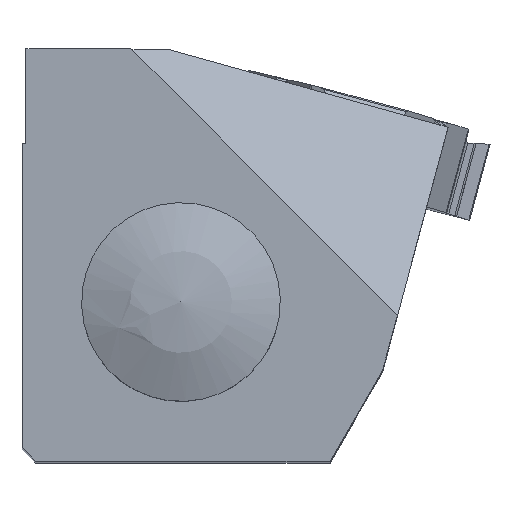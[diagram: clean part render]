
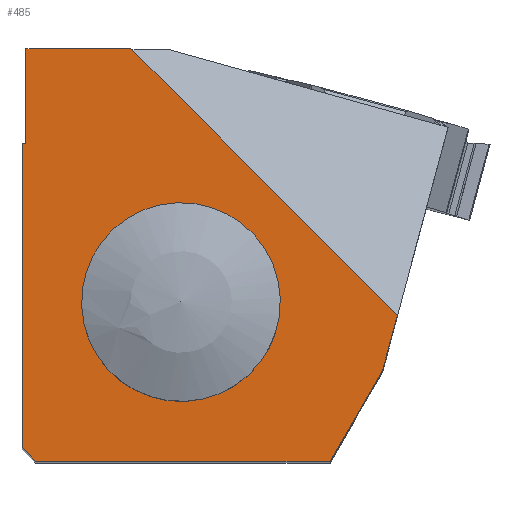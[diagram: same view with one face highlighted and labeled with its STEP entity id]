
A CAD part, top view. The second image highlights one B-rep face of the part: STEP entity #485.
In plain terms, the highlighted planar face has unit normal (0, 0, 1).
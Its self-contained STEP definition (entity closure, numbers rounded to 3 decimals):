
#408=CIRCLE('',#3312,3.);
#485=ADVANCED_FACE('',(#801,#802),#654,.T.);
#654=PLANE('',#3313);
#801=FACE_BOUND('',#841,.T.);
#802=FACE_BOUND('',#842,.T.);
#841=EDGE_LOOP('',(#1068,#1069,#1070,#1071,#1072,#1073,#1074,#1075,#1076));
#842=EDGE_LOOP('',(#1077));
#1068=ORIENTED_EDGE('',*,*,#2235,.F.);
#1069=ORIENTED_EDGE('',*,*,#2256,.T.);
#1070=ORIENTED_EDGE('',*,*,#2250,.T.);
#1071=ORIENTED_EDGE('',*,*,#2257,.F.);
#1072=ORIENTED_EDGE('',*,*,#2258,.T.);
#1073=ORIENTED_EDGE('',*,*,#2259,.F.);
#1074=ORIENTED_EDGE('',*,*,#2253,.T.);
#1075=ORIENTED_EDGE('',*,*,#2260,.F.);
#1076=ORIENTED_EDGE('',*,*,#2261,.F.);
#1077=ORIENTED_EDGE('',*,*,#2262,.F.);
#1934=VERTEX_POINT('',#4550);
#1935=VERTEX_POINT('',#4552);
#1944=VERTEX_POINT('',#4580);
#1945=VERTEX_POINT('',#4582);
#1947=VERTEX_POINT('',#4588);
#1948=VERTEX_POINT('',#4589);
#1949=VERTEX_POINT('',#4595);
#1950=VERTEX_POINT('',#4597);
#1951=VERTEX_POINT('',#4600);
#1952=VERTEX_POINT('',#4603);
#2235=EDGE_CURVE('',#1934,#1935,#2683,.T.);
#2250=EDGE_CURVE('',#1945,#1944,#2696,.T.);
#2253=EDGE_CURVE('',#1947,#1948,#2699,.T.);
#2256=EDGE_CURVE('',#1934,#1945,#2702,.T.);
#2257=EDGE_CURVE('',#1949,#1944,#2703,.T.);
#2258=EDGE_CURVE('',#1949,#1950,#2704,.T.);
#2259=EDGE_CURVE('',#1947,#1950,#2705,.T.);
#2260=EDGE_CURVE('',#1951,#1948,#2706,.T.);
#2261=EDGE_CURVE('',#1935,#1951,#2707,.T.);
#2262=EDGE_CURVE('',#1952,#1952,#408,.T.);
#2683=LINE('',#4551,#2953);
#2696=LINE('',#4581,#2966);
#2699=LINE('',#4587,#2969);
#2702=LINE('',#4593,#2972);
#2703=LINE('',#4594,#2973);
#2704=LINE('',#4596,#2974);
#2705=LINE('',#4598,#2975);
#2706=LINE('',#4599,#2976);
#2707=LINE('',#4601,#2977);
#2953=VECTOR('',#3616,1.);
#2966=VECTOR('',#3643,1.);
#2969=VECTOR('',#3648,1.);
#2972=VECTOR('',#3653,1.);
#2973=VECTOR('',#3654,1.);
#2974=VECTOR('',#3655,1.);
#2975=VECTOR('',#3656,1.);
#2976=VECTOR('',#3657,1.);
#2977=VECTOR('',#3658,1.);
#3312=AXIS2_PLACEMENT_3D('',#4602,#3659,#3660);
#3313=AXIS2_PLACEMENT_3D('',#4604,#3661,#3662);
#3616=DIRECTION('',(-0.259,-0.966,0.));
#3643=DIRECTION('',(-1.,0.,0.));
#3648=DIRECTION('',(0.707,-0.707,0.));
#3653=DIRECTION('',(-0.707,0.707,0.));
#3654=DIRECTION('',(0.,1.,0.));
#3655=DIRECTION('',(-1.,0.,0.));
#3656=DIRECTION('',(0.,1.,0.));
#3657=DIRECTION('',(-1.,0.,0.));
#3658=DIRECTION('',(-0.5,-0.866,0.));
#3659=DIRECTION('',(0.,0.,1.));
#3660=DIRECTION('',(-1.,0.,0.));
#3661=DIRECTION('',(0.,0.,1.));
#3662=DIRECTION('',(-1.,0.,0.));
#4550=CARTESIAN_POINT('',(18.886,7.348,-8.));
#4551=CARTESIAN_POINT('',(20.971,15.131,-8.));
#4552=CARTESIAN_POINT('',(18.144,4.581,-8.));
#4580=CARTESIAN_POINT('',(0.2,20.75,-8.));
#4581=CARTESIAN_POINT('',(0.,20.75,-8.));
#4582=CARTESIAN_POINT('',(5.484,20.75,-8.));
#4587=CARTESIAN_POINT('',(-10.025,10.725,-8.));
#4588=CARTESIAN_POINT('',(0.,0.7,-8.));
#4589=CARTESIAN_POINT('',(0.7,0.,-8.));
#4593=CARTESIAN_POINT('',(-4.516,30.75,-8.));
#4594=CARTESIAN_POINT('',(0.2,20.75,-8.));
#4595=CARTESIAN_POINT('',(0.2,16.,-8.));
#4596=CARTESIAN_POINT('',(0.2,16.,-8.));
#4597=CARTESIAN_POINT('',(0.,16.,-8.));
#4598=CARTESIAN_POINT('',(0.,20.75,-8.));
#4599=CARTESIAN_POINT('',(0.,0.,-8.));
#4600=CARTESIAN_POINT('',(15.5,0.,-8.));
#4601=CARTESIAN_POINT('',(15.5,0.,-8.));
#4602=CARTESIAN_POINT('',(8.,8.,-8.));
#4603=CARTESIAN_POINT('',(5.,8.,-8.));
#4604=CARTESIAN_POINT('',(0.,20.75,-8.));
